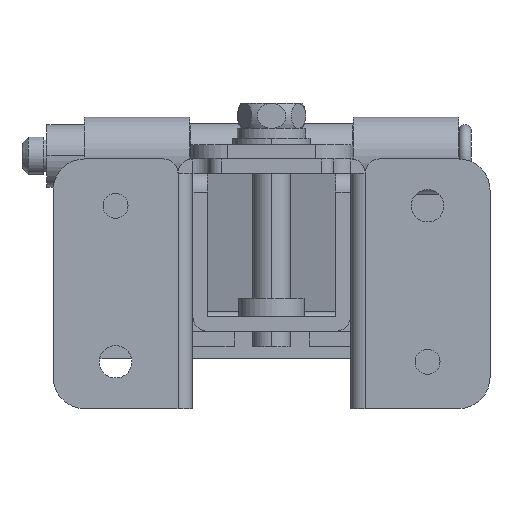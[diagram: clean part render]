
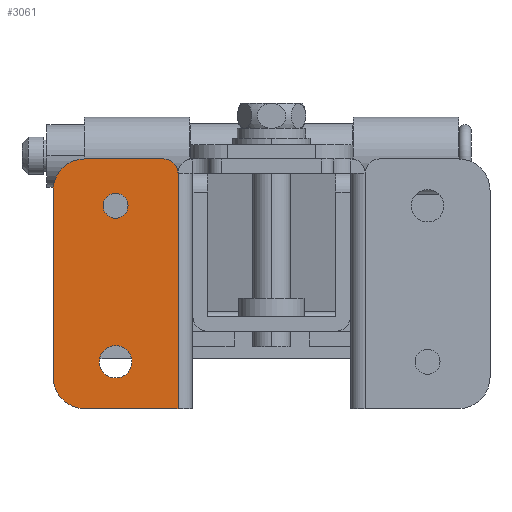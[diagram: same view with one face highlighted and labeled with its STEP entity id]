
A CAD part, front view. The second image highlights one B-rep face of the part: STEP entity #3061.
In plain terms, the highlighted planar face has unit normal (0, -1, 0).
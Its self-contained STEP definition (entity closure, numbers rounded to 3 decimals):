
#125 = ORIENTED_EDGE ( 'NONE', *, *, #484, .T. ) ;
#126 = ORIENTED_EDGE ( 'NONE', *, *, #571, .T. ) ;
#128 = ORIENTED_EDGE ( 'NONE', *, *, #570, .F. ) ;
#129 = ORIENTED_EDGE ( 'NONE', *, *, #569, .F. ) ;
#130 = ORIENTED_EDGE ( 'NONE', *, *, #568, .F. ) ;
#131 = ORIENTED_EDGE ( 'NONE', *, *, #567, .F. ) ;
#132 = ORIENTED_EDGE ( 'NONE', *, *, #573, .T. ) ;
#133 = ORIENTED_EDGE ( 'NONE', *, *, #572, .F. ) ;
#134 = ORIENTED_EDGE ( 'NONE', *, *, #566, .T. ) ;
#135 = ORIENTED_EDGE ( 'NONE', *, *, #565, .T. ) ;
#142 = ORIENTED_EDGE ( 'NONE', *, *, #3073, .T. ) ;
#484 = EDGE_CURVE ( 'NONE', #1491, #1546, #2963, .T. ) ;
#565 = EDGE_CURVE ( 'NONE', #1521, #1520, #2919, .T. ) ;
#566 = EDGE_CURVE ( 'NONE', #1577, #1579, #3981, .T. ) ;
#567 = EDGE_CURVE ( 'NONE', #1593, #1580, #2915, .T. ) ;
#568 = EDGE_CURVE ( 'NONE', #1591, #1593, #3982, .T. ) ;
#569 = EDGE_CURVE ( 'NONE', #1590, #1591, #2925, .T. ) ;
#570 = EDGE_CURVE ( 'NONE', #1577, #1590, #3983, .T. ) ;
#571 = EDGE_CURVE ( 'NONE', #1546, #1491, #2922, .T. ) ;
#572 = EDGE_CURVE ( 'NONE', #1580, #1592, #3984, .T. ) ;
#573 = EDGE_CURVE ( 'NONE', #1579, #1592, #2916, .T. ) ;
#1491 = VERTEX_POINT ( 'NONE', #6752 ) ;
#1520 = VERTEX_POINT ( 'NONE', #6781 ) ;
#1521 = VERTEX_POINT ( 'NONE', #6782 ) ;
#1546 = VERTEX_POINT ( 'NONE', #6807 ) ;
#1577 = VERTEX_POINT ( 'NONE', #6838 ) ;
#1579 = VERTEX_POINT ( 'NONE', #6840 ) ;
#1580 = VERTEX_POINT ( 'NONE', #6841 ) ;
#1590 = VERTEX_POINT ( 'NONE', #6851 ) ;
#1591 = VERTEX_POINT ( 'NONE', #6852 ) ;
#1592 = VERTEX_POINT ( 'NONE', #6853 ) ;
#1593 = VERTEX_POINT ( 'NONE', #6854 ) ;
#1929 = EDGE_LOOP ( 'NONE', ( #142, #135 ) ) ;
#1930 = EDGE_LOOP ( 'NONE', ( #134, #132, #133, #131, #130, #129, #128 ) ) ;
#1931 = EDGE_LOOP ( 'NONE', ( #125, #126 ) ) ;
#2906 = AXIS2_PLACEMENT_3D ( 'NONE', #9560, #9559, #9558 ) ;
#2907 = VECTOR ( 'NONE', #9561, 1000. ) ;
#2908 = AXIS2_PLACEMENT_3D ( 'NONE', #9565, #9564, #9563 ) ;
#2909 = VECTOR ( 'NONE', #9566, 1000. ) ;
#2910 = AXIS2_PLACEMENT_3D ( 'NONE', #9570, #9569, #9568 ) ;
#2911 = VECTOR ( 'NONE', #9571, 1000. ) ;
#2913 = AXIS2_PLACEMENT_3D ( 'NONE', #9575, #9574, #9573 ) ;
#2914 = VECTOR ( 'NONE', #9576, 1000. ) ;
#2915 = CIRCLE ( 'NONE', #2913, 5. ) ;
#2916 = CIRCLE ( 'NONE', #2906, 2.3 ) ;
#2917 = AXIS2_PLACEMENT_3D ( 'NONE', #9580, #9579, #9578 ) ;
#2919 = CIRCLE ( 'NONE', #2917, 2.6 ) ;
#2922 = CIRCLE ( 'NONE', #2908, 2. ) ;
#2925 = CIRCLE ( 'NONE', #2910, 5. ) ;
#2933 = AXIS2_PLACEMENT_3D ( 'NONE', #9605, #9604, #9603 ) ;
#2963 = CIRCLE ( 'NONE', #2933, 2. ) ;
#3061 = ADVANCED_FACE ( 'NONE', ( #7768, #7769, #7770 ), #7403, .F. ) ;
#3073 = EDGE_CURVE ( 'NONE', #1520, #1521, #4864, .T. ) ;
#3981 = LINE ( 'NONE', #9577, #2914 ) ;
#3982 = LINE ( 'NONE', #9572, #2911 ) ;
#3983 = LINE ( 'NONE', #9567, #2909 ) ;
#3984 = LINE ( 'NONE', #9562, #2907 ) ;
#4856 = AXIS2_PLACEMENT_3D ( 'NONE', #7404, #7405, #7406 ) ;
#4864 = CIRCLE ( 'NONE', #4868, 2.6 ) ;
#4868 = AXIS2_PLACEMENT_3D ( 'NONE', #7445, #7446, #7447 ) ;
#6752 = CARTESIAN_POINT ( 'NONE',  ( -25., 0., 14.5 ) ) ;
#6781 = CARTESIAN_POINT ( 'NONE',  ( -25., 0., -15.1 ) ) ;
#6782 = CARTESIAN_POINT ( 'NONE',  ( -25., 0., -9.9 ) ) ;
#6807 = CARTESIAN_POINT ( 'NONE',  ( -25., 0., 10.5 ) ) ;
#6838 = CARTESIAN_POINT ( 'NONE',  ( -15., 0., -20. ) ) ;
#6840 = CARTESIAN_POINT ( 'NONE',  ( -15., 0., 17.7 ) ) ;
#6841 = CARTESIAN_POINT ( 'NONE',  ( -30., 0., 20. ) ) ;
#6851 = CARTESIAN_POINT ( 'NONE',  ( -30., 0., -20. ) ) ;
#6852 = CARTESIAN_POINT ( 'NONE',  ( -35., 0., -15. ) ) ;
#6853 = CARTESIAN_POINT ( 'NONE',  ( -17.3, 0., 20. ) ) ;
#6854 = CARTESIAN_POINT ( 'NONE',  ( -35., 0., 15. ) ) ;
#7403 = PLANE ( 'NONE',  #4856 ) ;
#7404 = CARTESIAN_POINT ( 'NONE',  ( -30., 0., 15. ) ) ;
#7405 = DIRECTION ( 'NONE',  ( 0., 1., 0. ) ) ;
#7406 = DIRECTION ( 'NONE',  ( 0., 0., 1. ) ) ;
#7445 = CARTESIAN_POINT ( 'NONE',  ( -25., 0., -12.5 ) ) ;
#7446 = DIRECTION ( 'NONE',  ( 0., 1., 0. ) ) ;
#7447 = DIRECTION ( 'NONE',  ( 0., 0., 1. ) ) ;
#7768 = FACE_BOUND ( 'NONE', #1929, .T. ) ;
#7769 = FACE_OUTER_BOUND ( 'NONE', #1930, .T. ) ;
#7770 = FACE_BOUND ( 'NONE', #1931, .T. ) ;
#9558 = DIRECTION ( 'NONE',  ( 0., 0., 1. ) ) ;
#9559 = DIRECTION ( 'NONE',  ( 0., -1., 0. ) ) ;
#9560 = CARTESIAN_POINT ( 'NONE',  ( -17.3, 0., 17.7 ) ) ;
#9561 = DIRECTION ( 'NONE',  ( 1., 0., 0. ) ) ;
#9562 = CARTESIAN_POINT ( 'NONE',  ( -30., 0., 20. ) ) ;
#9563 = DIRECTION ( 'NONE',  ( 0., 0., 1. ) ) ;
#9564 = DIRECTION ( 'NONE',  ( 0., 1., 0. ) ) ;
#9565 = CARTESIAN_POINT ( 'NONE',  ( -25., 0., 12.5 ) ) ;
#9566 = DIRECTION ( 'NONE',  ( -1., 0., 0. ) ) ;
#9567 = CARTESIAN_POINT ( 'NONE',  ( -30., 0., -20. ) ) ;
#9568 = DIRECTION ( 'NONE',  ( 0., 0., 1. ) ) ;
#9569 = DIRECTION ( 'NONE',  ( 0., 1., 0. ) ) ;
#9570 = CARTESIAN_POINT ( 'NONE',  ( -30., 0., -15. ) ) ;
#9571 = DIRECTION ( 'NONE',  ( 0., 0., 1. ) ) ;
#9572 = CARTESIAN_POINT ( 'NONE',  ( -35., 0., -15. ) ) ;
#9573 = DIRECTION ( 'NONE',  ( 0., 0., 1. ) ) ;
#9574 = DIRECTION ( 'NONE',  ( 0., 1., 0. ) ) ;
#9575 = CARTESIAN_POINT ( 'NONE',  ( -30., 0., 15. ) ) ;
#9576 = DIRECTION ( 'NONE',  ( 0., 0., 1. ) ) ;
#9577 = CARTESIAN_POINT ( 'NONE',  ( -15., 0., 15. ) ) ;
#9578 = DIRECTION ( 'NONE',  ( 0., 0., 1. ) ) ;
#9579 = DIRECTION ( 'NONE',  ( 0., 1., 0. ) ) ;
#9580 = CARTESIAN_POINT ( 'NONE',  ( -25., 0., -12.5 ) ) ;
#9603 = DIRECTION ( 'NONE',  ( 0., 0., 1. ) ) ;
#9604 = DIRECTION ( 'NONE',  ( 0., 1., 0. ) ) ;
#9605 = CARTESIAN_POINT ( 'NONE',  ( -25., 0., 12.5 ) ) ;
